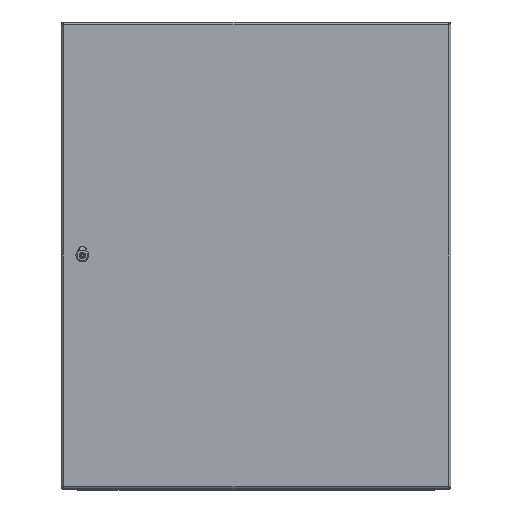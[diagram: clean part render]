
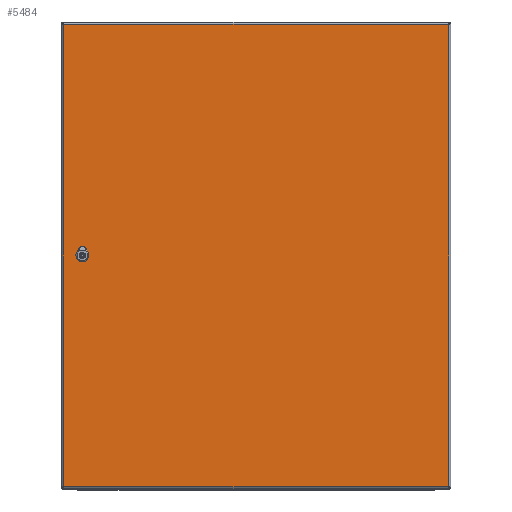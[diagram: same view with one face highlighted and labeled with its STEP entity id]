
A CAD part, top view. The second image highlights one B-rep face of the part: STEP entity #5484.
In plain terms, the highlighted face is planar.
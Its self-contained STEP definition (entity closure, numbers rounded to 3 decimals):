
#3076=FACE_BOUND('',#7802,.T.);
#3077=FACE_BOUND('',#7803,.T.);
#4656=CIRCLE('',#20018,11.25);
#4657=CIRCLE('',#20019,11.25);
#4658=CIRCLE('',#20020,11.25);
#4659=CIRCLE('',#20021,11.25);
#4660=CIRCLE('',#20022,1.);
#4661=CIRCLE('',#20023,1.);
#4662=CIRCLE('',#20024,1.);
#4663=CIRCLE('',#20025,1.);
#5484=ADVANCED_FACE('',(#3076,#3077),#6075,.F.);
#6075=PLANE('',#20026);
#7802=EDGE_LOOP('',(#10493,#10494,#10495,#10496,#10497,#10498,#10499,#10500));
#7803=EDGE_LOOP('',(#10501,#10502,#10503,#10504,#10505,#10506,#10507,#10508));
#10493=ORIENTED_EDGE('',*,*,#15912,.T.);
#10494=ORIENTED_EDGE('',*,*,#15913,.T.);
#10495=ORIENTED_EDGE('',*,*,#15914,.T.);
#10496=ORIENTED_EDGE('',*,*,#15915,.T.);
#10497=ORIENTED_EDGE('',*,*,#15916,.T.);
#10498=ORIENTED_EDGE('',*,*,#15917,.T.);
#10499=ORIENTED_EDGE('',*,*,#15918,.T.);
#10500=ORIENTED_EDGE('',*,*,#15919,.T.);
#10501=ORIENTED_EDGE('',*,*,#15920,.F.);
#10502=ORIENTED_EDGE('',*,*,#15921,.F.);
#10503=ORIENTED_EDGE('',*,*,#15922,.F.);
#10504=ORIENTED_EDGE('',*,*,#15923,.F.);
#10505=ORIENTED_EDGE('',*,*,#15924,.F.);
#10506=ORIENTED_EDGE('',*,*,#15925,.F.);
#10507=ORIENTED_EDGE('',*,*,#15926,.F.);
#10508=ORIENTED_EDGE('',*,*,#15927,.F.);
#14057=VERTEX_POINT('',#28570);
#14058=VERTEX_POINT('',#28571);
#14059=VERTEX_POINT('',#28573);
#14060=VERTEX_POINT('',#28575);
#14061=VERTEX_POINT('',#28577);
#14062=VERTEX_POINT('',#28579);
#14063=VERTEX_POINT('',#28581);
#14064=VERTEX_POINT('',#28583);
#14065=VERTEX_POINT('',#28586);
#14066=VERTEX_POINT('',#28587);
#14067=VERTEX_POINT('',#28589);
#14068=VERTEX_POINT('',#28591);
#14069=VERTEX_POINT('',#28593);
#14070=VERTEX_POINT('',#28595);
#14071=VERTEX_POINT('',#28597);
#14072=VERTEX_POINT('',#28599);
#15912=EDGE_CURVE('',#14057,#14058,#17463,.T.);
#15913=EDGE_CURVE('',#14058,#14059,#4656,.T.);
#15914=EDGE_CURVE('',#14059,#14060,#17464,.T.);
#15915=EDGE_CURVE('',#14060,#14061,#4657,.T.);
#15916=EDGE_CURVE('',#14061,#14062,#17465,.T.);
#15917=EDGE_CURVE('',#14062,#14063,#4658,.T.);
#15918=EDGE_CURVE('',#14063,#14064,#17466,.T.);
#15919=EDGE_CURVE('',#14064,#14057,#4659,.T.);
#15920=EDGE_CURVE('',#14065,#14066,#4660,.T.);
#15921=EDGE_CURVE('',#14067,#14065,#17467,.T.);
#15922=EDGE_CURVE('',#14068,#14067,#4661,.T.);
#15923=EDGE_CURVE('',#14069,#14068,#17468,.T.);
#15924=EDGE_CURVE('',#14070,#14069,#4662,.T.);
#15925=EDGE_CURVE('',#14071,#14070,#17469,.T.);
#15926=EDGE_CURVE('',#14072,#14071,#4663,.T.);
#15927=EDGE_CURVE('',#14066,#14072,#17470,.T.);
#17463=LINE('',#28569,#18374);
#17464=LINE('',#28574,#18375);
#17465=LINE('',#28578,#18376);
#17466=LINE('',#28582,#18377);
#17467=LINE('',#28588,#18378);
#17468=LINE('',#28592,#18379);
#17469=LINE('',#28596,#18380);
#17470=LINE('',#28600,#18381);
#18374=VECTOR('',#23558,1.);
#18375=VECTOR('',#23561,1.);
#18376=VECTOR('',#23564,1.);
#18377=VECTOR('',#23567,1.);
#18378=VECTOR('',#23572,1.);
#18379=VECTOR('',#23575,1.);
#18380=VECTOR('',#23578,1.);
#18381=VECTOR('',#23581,1.);
#20018=AXIS2_PLACEMENT_3D('',#28572,#23559,#23560);
#20019=AXIS2_PLACEMENT_3D('',#28576,#23562,#23563);
#20020=AXIS2_PLACEMENT_3D('',#28580,#23565,#23566);
#20021=AXIS2_PLACEMENT_3D('',#28584,#23568,#23569);
#20022=AXIS2_PLACEMENT_3D('',#28585,#23570,#23571);
#20023=AXIS2_PLACEMENT_3D('',#28590,#23573,#23574);
#20024=AXIS2_PLACEMENT_3D('',#28594,#23576,#23577);
#20025=AXIS2_PLACEMENT_3D('',#28598,#23579,#23580);
#20026=AXIS2_PLACEMENT_3D('',#28601,#23582,#23583);
#23558=DIRECTION('',(-1.,0.,0.));
#23559=DIRECTION('',(0.,0.,1.));
#23560=DIRECTION('',(1.,0.,0.));
#23561=DIRECTION('',(0.,-1.,0.));
#23562=DIRECTION('',(0.,0.,1.));
#23563=DIRECTION('',(1.,0.,0.));
#23564=DIRECTION('',(1.,0.,0.));
#23565=DIRECTION('',(0.,0.,1.));
#23566=DIRECTION('',(1.,0.,0.));
#23567=DIRECTION('',(0.,1.,0.));
#23568=DIRECTION('',(0.,0.,1.));
#23569=DIRECTION('',(1.,0.,0.));
#23570=DIRECTION('',(0.,0.,1.));
#23571=DIRECTION('',(1.,0.,0.));
#23572=DIRECTION('',(0.,-1.,0.));
#23573=DIRECTION('',(0.,0.,1.));
#23574=DIRECTION('',(1.,0.,0.));
#23575=DIRECTION('',(-1.,0.,0.));
#23576=DIRECTION('',(0.,0.,1.));
#23577=DIRECTION('',(1.,0.,0.));
#23578=DIRECTION('',(0.,1.,0.));
#23579=DIRECTION('',(0.,0.,1.));
#23580=DIRECTION('',(1.,0.,0.));
#23581=DIRECTION('',(1.,0.,0.));
#23582=DIRECTION('',(0.,0.,1.));
#23583=DIRECTION('',(1.,0.,0.));
#28569=CARTESIAN_POINT('',(-493.75,10.2,0.));
#28570=CARTESIAN_POINT('',(450.996,10.2,0.));
#28571=CARTESIAN_POINT('',(441.504,10.2,0.));
#28572=CARTESIAN_POINT('',(446.25,0.,0.));
#28573=CARTESIAN_POINT('',(436.05,4.746,0.));
#28574=CARTESIAN_POINT('',(436.05,593.,0.));
#28575=CARTESIAN_POINT('',(436.05,-4.746,0.));
#28576=CARTESIAN_POINT('',(446.25,0.,0.));
#28577=CARTESIAN_POINT('',(441.504,-10.2,0.));
#28578=CARTESIAN_POINT('',(-493.75,-10.2,0.));
#28579=CARTESIAN_POINT('',(450.996,-10.2,0.));
#28580=CARTESIAN_POINT('',(446.25,0.,0.));
#28581=CARTESIAN_POINT('',(456.45,-4.746,0.));
#28582=CARTESIAN_POINT('',(456.45,593.,0.));
#28583=CARTESIAN_POINT('',(456.45,4.746,0.));
#28584=CARTESIAN_POINT('',(446.25,0.,0.));
#28585=CARTESIAN_POINT('',(-493.75,-593.,0.));
#28586=CARTESIAN_POINT('',(-494.75,-593.,0.));
#28587=CARTESIAN_POINT('',(-493.75,-594.,0.));
#28588=CARTESIAN_POINT('',(-494.75,593.,0.));
#28589=CARTESIAN_POINT('',(-494.75,593.,0.));
#28590=CARTESIAN_POINT('',(-493.75,593.,0.));
#28591=CARTESIAN_POINT('',(-493.75,594.,0.));
#28592=CARTESIAN_POINT('',(493.75,594.,0.));
#28593=CARTESIAN_POINT('',(493.75,594.,0.));
#28594=CARTESIAN_POINT('',(493.75,593.,0.));
#28595=CARTESIAN_POINT('',(494.75,593.,0.));
#28596=CARTESIAN_POINT('',(494.75,-593.,0.));
#28597=CARTESIAN_POINT('',(494.75,-593.,0.));
#28598=CARTESIAN_POINT('',(493.75,-593.,0.));
#28599=CARTESIAN_POINT('',(493.75,-594.,0.));
#28600=CARTESIAN_POINT('',(-493.75,-594.,0.));
#28601=CARTESIAN_POINT('',(-493.75,593.,0.));
